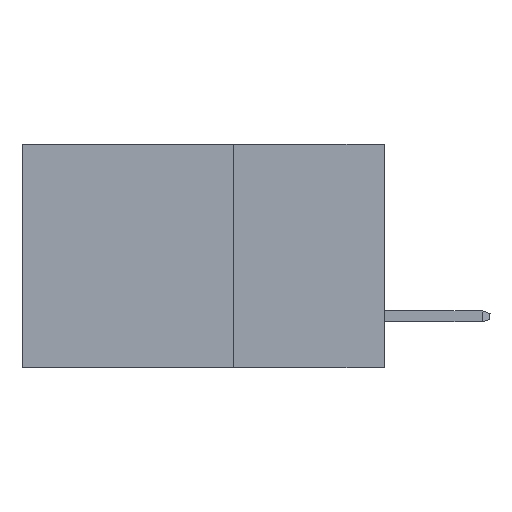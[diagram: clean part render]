
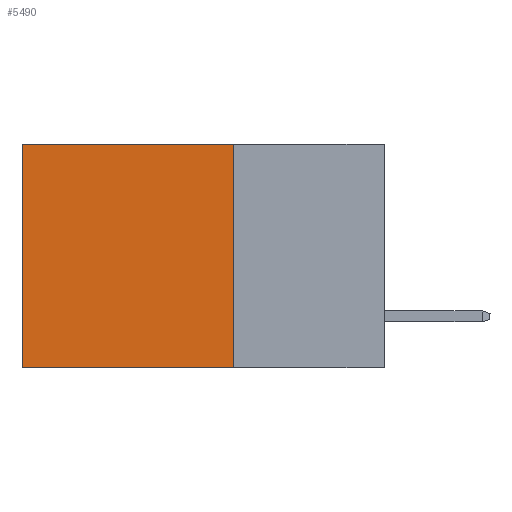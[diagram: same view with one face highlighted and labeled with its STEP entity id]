
A CAD part, left-side view. The second image highlights one B-rep face of the part: STEP entity #5490.
In plain terms, the highlighted planar face has unit normal (-1, 0, 0).
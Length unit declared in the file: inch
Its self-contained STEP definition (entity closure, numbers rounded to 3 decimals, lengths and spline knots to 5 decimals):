
#656 = DIRECTION ( 'NONE',  ( 0., 0., -1. ) ) ;
#671 = EDGE_CURVE ( 'NONE', #16528, #12750, #9827, .T. ) ;
#743 = EDGE_LOOP ( 'NONE', ( #22556, #1095, #4073, #14189 ) ) ;
#1095 = ORIENTED_EDGE ( 'NONE', *, *, #9505, .F. ) ;
#1237 = DIRECTION ( 'NONE',  ( 0., 0., -1. ) ) ;
#1628 = EDGE_CURVE ( 'NONE', #16528, #21875, #9170, .T. ) ;
#2639 = VECTOR ( 'NONE', #16515, 39.37008 ) ;
#3262 = DIRECTION ( 'NONE',  ( 1., 0., 0. ) ) ;
#3703 = LINE ( 'NONE', #20331, #18597 ) ;
#4073 = ORIENTED_EDGE ( 'NONE', *, *, #671, .F. ) ;
#4310 = VERTEX_POINT ( 'NONE', #11826 ) ;
#4531 = CARTESIAN_POINT ( 'NONE',  ( 0.2615, 0.25, 0. ) ) ;
#4690 = AXIS2_PLACEMENT_3D ( 'NONE', #5076, #3262, #17956 ) ;
#5076 = CARTESIAN_POINT ( 'NONE',  ( 0.2615, 0.25, -0.37 ) ) ;
#5490 = ADVANCED_FACE ( 'NONE', ( #8688 ), #14232, .F. ) ;
#8688 = FACE_OUTER_BOUND ( 'NONE', #743, .T. ) ;
#9170 = LINE ( 'NONE', #20372, #2639 ) ;
#9505 = EDGE_CURVE ( 'NONE', #12750, #4310, #3703, .T. ) ;
#9827 = LINE ( 'NONE', #17154, #21406 ) ;
#11826 = CARTESIAN_POINT ( 'NONE',  ( 0.2615, 0.6, -0.37 ) ) ;
#12750 = VERTEX_POINT ( 'NONE', #15606 ) ;
#14189 = ORIENTED_EDGE ( 'NONE', *, *, #1628, .T. ) ;
#14232 = PLANE ( 'NONE',  #4690 ) ;
#15445 = EDGE_CURVE ( 'NONE', #21875, #4310, #23301, .T. ) ;
#15606 = CARTESIAN_POINT ( 'NONE',  ( 0.2615, 0.25, -0.37 ) ) ;
#16515 = DIRECTION ( 'NONE',  ( 0., 1., 0. ) ) ;
#16528 = VERTEX_POINT ( 'NONE', #4531 ) ;
#17064 = CARTESIAN_POINT ( 'NONE',  ( 0.2615, 0.6, 0. ) ) ;
#17154 = CARTESIAN_POINT ( 'NONE',  ( 0.2615, 0.25, -0.37 ) ) ;
#17726 = CARTESIAN_POINT ( 'NONE',  ( 0.2615, 0.6, -0.37 ) ) ;
#17788 = VECTOR ( 'NONE', #1237, 39.37008 ) ;
#17956 = DIRECTION ( 'NONE',  ( 0., 0., -1. ) ) ;
#18597 = VECTOR ( 'NONE', #19977, 39.37008 ) ;
#19977 = DIRECTION ( 'NONE',  ( 0., 1., 0. ) ) ;
#20331 = CARTESIAN_POINT ( 'NONE',  ( 0.2615, 0.25, -0.37 ) ) ;
#20372 = CARTESIAN_POINT ( 'NONE',  ( 0.2615, 0.25, 0. ) ) ;
#21406 = VECTOR ( 'NONE', #656, 39.37008 ) ;
#21875 = VERTEX_POINT ( 'NONE', #17064 ) ;
#22556 = ORIENTED_EDGE ( 'NONE', *, *, #15445, .T. ) ;
#23301 = LINE ( 'NONE', #17726, #17788 ) ;
